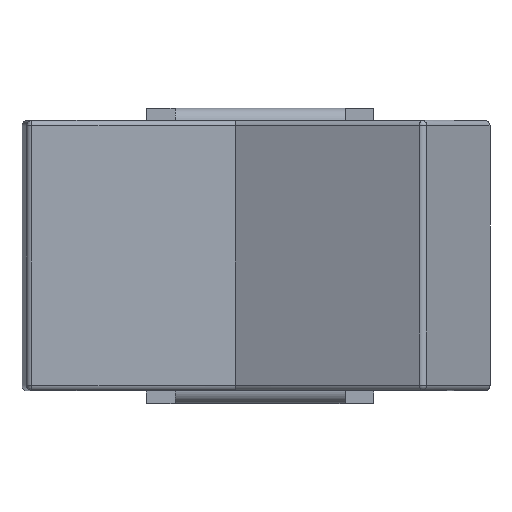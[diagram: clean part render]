
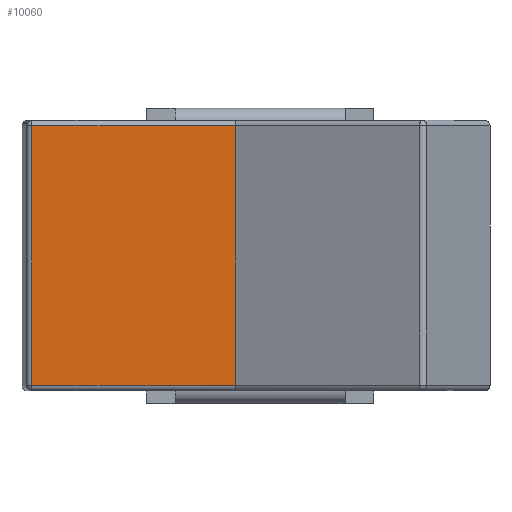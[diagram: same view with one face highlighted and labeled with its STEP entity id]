
A CAD part, top view. The second image highlights one B-rep face of the part: STEP entity #10060.
In plain terms, the highlighted planar face has unit normal (0, 0, 1).
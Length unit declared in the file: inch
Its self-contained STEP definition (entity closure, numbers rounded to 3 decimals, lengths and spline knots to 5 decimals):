
#1155=FACE_OUTER_BOUND('',#1760,.T.);
#1760=EDGE_LOOP('',(#8481,#8482,#8483,#8484));
#2598=LINE('',#16417,#3638);
#2611=LINE('',#16468,#3651);
#2613=LINE('',#16471,#3653);
#2618=LINE('',#16485,#3658);
#3638=VECTOR('',#13467,0.3937);
#3651=VECTOR('',#13524,0.3937);
#3653=VECTOR('',#13528,0.3937);
#3658=VECTOR('',#13543,0.3937);
#4641=VERTEX_POINT('',#16409);
#4644=VERTEX_POINT('',#16416);
#4647=VERTEX_POINT('',#16423);
#4657=VERTEX_POINT('',#16452);
#5925=EDGE_CURVE('',#4644,#4641,#2598,.T.);
#5951=EDGE_CURVE('',#4647,#4657,#2611,.T.);
#5953=EDGE_CURVE('',#4641,#4647,#2613,.T.);
#5960=EDGE_CURVE('',#4644,#4657,#2618,.T.);
#8481=ORIENTED_EDGE('',*,*,#5925,.F.);
#8482=ORIENTED_EDGE('',*,*,#5960,.T.);
#8483=ORIENTED_EDGE('',*,*,#5951,.F.);
#8484=ORIENTED_EDGE('',*,*,#5953,.F.);
#9486=PLANE('',#11052);
#10060=ADVANCED_FACE('',(#1155),#9486,.T.);
#11052=AXIS2_PLACEMENT_3D('',#16586,#13639,#13640);
#13467=DIRECTION('',(-1.,0.,0.));
#13524=DIRECTION('',(1.,0.,0.));
#13528=DIRECTION('',(0.,1.,0.));
#13543=DIRECTION('',(0.,1.,0.));
#13639=DIRECTION('center_axis',(0.,0.,
1.));
#13640=DIRECTION('ref_axis',(0.,1.,0.));
#16409=CARTESIAN_POINT('',(-0.50228,-0.28563,0.84234));
#16416=CARTESIAN_POINT('',(-0.0546,-0.28563,0.84234));
#16417=CARTESIAN_POINT('',(-0.04307,-0.28563,0.84234));
#16423=CARTESIAN_POINT('',(-0.50228,0.28563,0.84234));
#16452=CARTESIAN_POINT('',(-0.0546,0.28563,0.84234));
#16468=CARTESIAN_POINT('',(-0.04307,0.28563,0.84234));
#16471=CARTESIAN_POINT('',(-0.50228,0.,0.84234));
#16485=CARTESIAN_POINT('',(-0.0546,0.,0.84234));
#16586=CARTESIAN_POINT('Origin',(-0.0546,0.,
0.84234));
